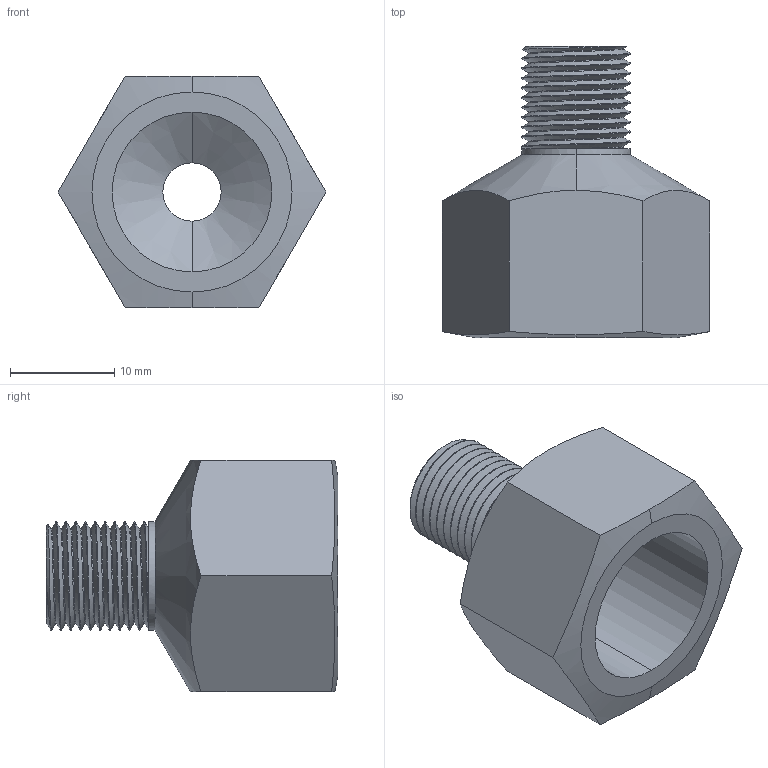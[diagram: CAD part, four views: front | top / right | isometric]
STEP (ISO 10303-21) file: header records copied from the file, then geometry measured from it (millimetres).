
FILE_DESCRIPTION (( 'STEP AP214' ), '1' );
FILE_NAME ('BFMFR-38N-18N.step', '2016-02-24T20:31:22', ( '' ), ( '' ), 'SwSTEP 2.0', 'SolidWorks 2015', '' );
FILE_SCHEMA (( 'AUTOMOTIVE_DESIGN' ));
Length unit declared in the file: inch
Products named in the file (1): BFMFR-38N-18N
Bounding box: 25.66 x 27.94 x 22.23 mm (x, y, z)
Volume: 4612 mm3; surface area: 3311.7 mm2
Topology: 1 solids, 1 shells, 50 faces, 136 edges, 88 vertices
Faces by surface type: cylinder 27, plane 11, cone 7, bspline 5
Entity records: 5090 total; most frequent: CARTESIAN_POINT 3343, ORIENTED_EDGE 272, DIRECTION 164, EDGE_CURVE 136, VERTEX_POINT 88, AXIS2_PLACEMENT_3D 60, UNCERTAINTY_MEASURE_WITH_UNIT 53, DIMENSIONAL_EXPONENTS 53
